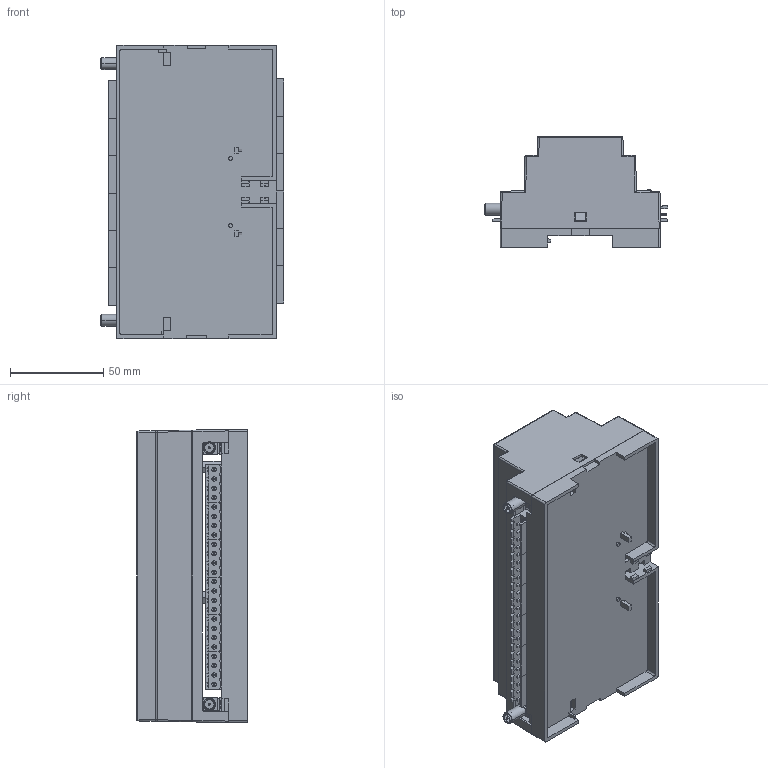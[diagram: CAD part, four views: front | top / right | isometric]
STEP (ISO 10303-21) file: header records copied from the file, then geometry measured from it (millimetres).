
FILE_DESCRIPTION((''),'2;1');
FILE_NAME('190034_ASM','2017-01-09T',('PDMAdmin'),('BANNER ENGINEERING'),'CREO PARAMETRIC BY PTC INC, 2016260','CREO PARAMETRIC BY PTC INC, 2016260','');
FILE_SCHEMA(('CONFIG_CONTROL_DESIGN'));
Products named in the file (19): 187367; 170037E; 175748; 175078; 170037_WEB_ASM; 187364; 128372_WEB; 175827; 183693; RDC170855B; LEDRND; 170854_WEB_ASM; 187360_ASM; RDC_STANDOFF_6_32_1_4; RDC_179059A; USBCONN; RJ458; 179059_WEB_ASM; 190034_ASM
Assembly tree (35 placements, depth 4):
  190034_ASM
    187367
    170037_WEB_ASM
      170037E
      175748  x2
      175078  x12
    187360_ASM
      187364
      128372_WEB
      175827  x2
      183693
      170854_WEB_ASM
        RDC170855B
        LEDRND  x4
    RDC_STANDOFF_6_32_1_4  x2
    179059_WEB_ASM
      RDC_179059A
      USBCONN
      RJ458
Bounding box: 98.5 x 59.45 x 157 mm (x, y, z)
Volume: 146852.5 mm3; surface area: 183759.2 mm2
Topology: 29 solids, 31 shells, 3739 faces, 9443 edges, 5953 vertices
Faces by surface type: plane 1885, cylinder 1488, torus 230, cone 86, sphere 38, bspline 12
Entity records: 68287 total; most frequent: CARTESIAN_POINT 20559, ORIENTED_EDGE 9808, DIRECTION 9700, EDGE_CURVE 4928, AXIS2_PLACEMENT_3D 3292, VERTEX_POINT 3194, VECTOR 3116, LINE 3116
